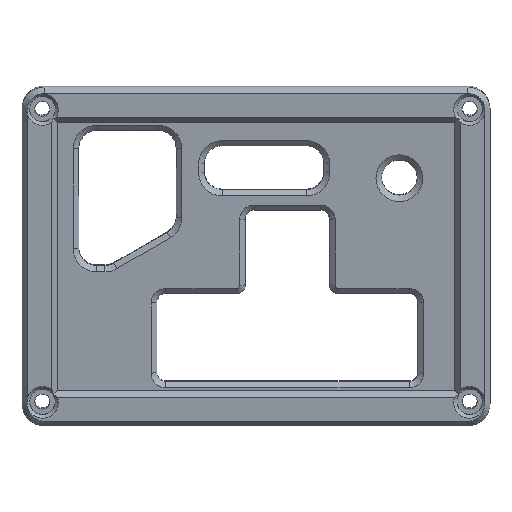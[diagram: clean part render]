
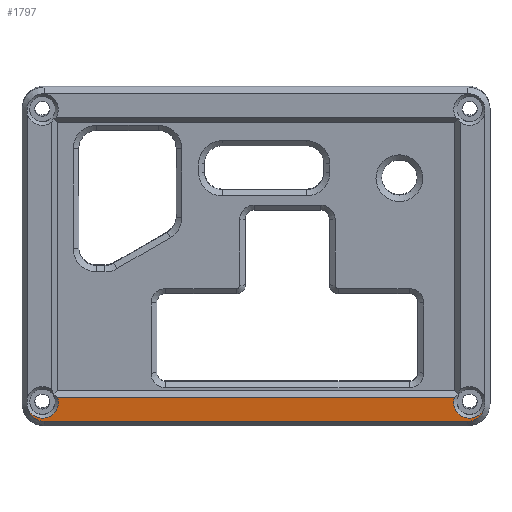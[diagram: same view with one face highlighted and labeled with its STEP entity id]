
A CAD part, top view. The second image highlights one B-rep face of the part: STEP entity #1797.
In plain terms, the highlighted planar face has unit normal (0, -0.131, 0.991).
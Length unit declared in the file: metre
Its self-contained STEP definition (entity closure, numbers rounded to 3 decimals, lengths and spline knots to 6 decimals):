
#86=LINE('',#2699,#245);
#87=LINE('',#2706,#246);
#245=VECTOR('',#2135,1.);
#246=VECTOR('',#2140,1.);
#406=ORIENTED_EDGE('',*,*,#936,.T.);
#407=ORIENTED_EDGE('',*,*,#937,.T.);
#408=ORIENTED_EDGE('',*,*,#938,.T.);
#409=ORIENTED_EDGE('',*,*,#939,.T.);
#410=ORIENTED_EDGE('',*,*,#940,.T.);
#411=ORIENTED_EDGE('',*,*,#941,.T.);
#936=EDGE_CURVE('',#1201,#1202,#86,.T.);
#937=EDGE_CURVE('',#1202,#1203,#1368,.T.);
#938=EDGE_CURVE('',#1203,#1204,#1369,.F.);
#939=EDGE_CURVE('',#1204,#1205,#87,.T.);
#940=EDGE_CURVE('',#1205,#1206,#1370,.F.);
#941=EDGE_CURVE('',#1206,#1201,#1371,.T.);
#1201=VERTEX_POINT('',#2700);
#1202=VERTEX_POINT('',#2701);
#1203=VERTEX_POINT('',#2703);
#1204=VERTEX_POINT('',#2705);
#1205=VERTEX_POINT('',#2707);
#1206=VERTEX_POINT('',#2709);
#1368=CIRCLE('',#1925,0.00375);
#1369=CIRCLE('',#1926,0.0036);
#1370=CIRCLE('',#1927,0.0036);
#1371=CIRCLE('',#1928,0.00375);
#1457=EDGE_LOOP('',(#406,#407,#408,#409,#410,#411));
#1599=FACE_BOUND('',#1457,.T.);
#1741=PLANE('',#1924);
#1797=ADVANCED_FACE('',(#1599),#1741,.T.);
#1924=AXIS2_PLACEMENT_3D('',#2698,#2133,#2134);
#1925=AXIS2_PLACEMENT_3D('',#2702,#2136,#2137);
#1926=AXIS2_PLACEMENT_3D('',#2704,#2138,#2139);
#1927=AXIS2_PLACEMENT_3D('',#2708,#2141,#2142);
#1928=AXIS2_PLACEMENT_3D('',#2710,#2143,#2144);
#2133=DIRECTION('',(0.,-0.131,0.991));
#2134=DIRECTION('',(1.,0.,0.));
#2135=DIRECTION('',(1.,0.,0.));
#2136=DIRECTION('',(0.,-0.131,0.991));
#2137=DIRECTION('',(0.,-0.991,-0.131));
#2138=DIRECTION('',(0.,-0.131,0.991));
#2139=DIRECTION('',(0.,-0.991,-0.131));
#2140=DIRECTION('',(-1.,0.,0.));
#2141=DIRECTION('',(0.,-0.131,0.991));
#2142=DIRECTION('',(0.,-0.991,-0.131));
#2143=DIRECTION('',(0.,-0.131,0.991));
#2144=DIRECTION('',(0.,-0.991,-0.131));
#2698=CARTESIAN_POINT('',(0.,-0.000787,0.022005));
#2699=CARTESIAN_POINT('',(0.,-0.037793,0.017133));
#2700=CARTESIAN_POINT('',(-0.047864,-0.037793,0.017133));
#2701=CARTESIAN_POINT('',(0.047864,-0.037793,0.017133));
#2702=CARTESIAN_POINT('',(0.047864,-0.034075,0.017623));
#2703=CARTESIAN_POINT('',(0.051439,-0.035195,0.017475));
#2704=CARTESIAN_POINT('',(0.048264,-0.033514,0.017697));
#2705=CARTESIAN_POINT('',(0.044864,-0.03234,0.017851));
#2706=CARTESIAN_POINT('',(-0.044864,-0.03234,0.017851));
#2707=CARTESIAN_POINT('',(-0.044864,-0.03234,0.017851));
#2708=CARTESIAN_POINT('',(-0.048264,-0.033514,0.017697));
#2709=CARTESIAN_POINT('',(-0.051439,-0.035195,0.017475));
#2710=CARTESIAN_POINT('',(-0.047864,-0.034075,0.017623));
